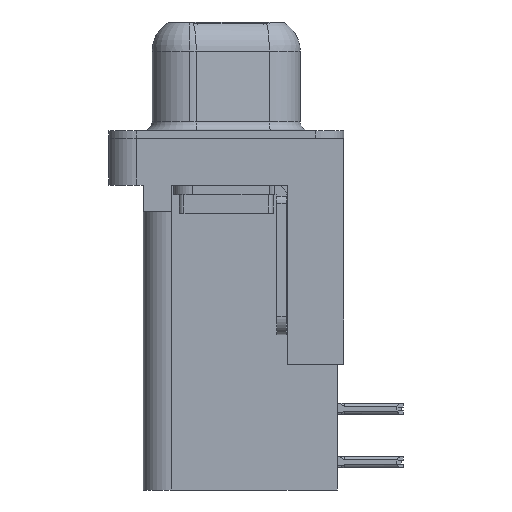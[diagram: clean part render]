
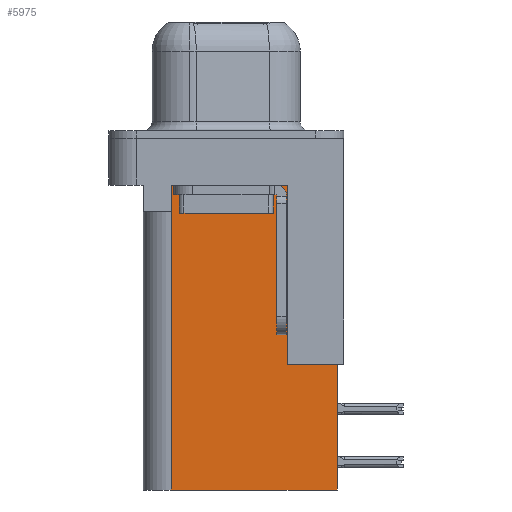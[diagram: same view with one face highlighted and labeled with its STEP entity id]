
A CAD part, left-side view. The second image highlights one B-rep face of the part: STEP entity #5975.
In plain terms, the highlighted planar face has unit normal (-1, 0, 0).
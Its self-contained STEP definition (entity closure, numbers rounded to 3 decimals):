
#106 = CARTESIAN_POINT ( 'NONE',  ( 3.79, -3.295, -12.05 ) ) ;
#258 = VERTEX_POINT ( 'NONE', #11351 ) ;
#889 = ORIENTED_EDGE ( 'NONE', *, *, #18660, .T. ) ;
#1607 = CARTESIAN_POINT ( 'NONE',  ( 3.79, -3.295, -18.76 ) ) ;
#1733 = ORIENTED_EDGE ( 'NONE', *, *, #21628, .F. ) ;
#2390 = CARTESIAN_POINT ( 'NONE',  ( 3.79, 2.895, -3.9 ) ) ;
#2548 = ORIENTED_EDGE ( 'NONE', *, *, #4868, .T. ) ;
#2549 = EDGE_CURVE ( 'NONE', #5253, #258, #11946, .T. ) ;
#3614 = VECTOR ( 'NONE', #3679, 1000. ) ;
#3679 = DIRECTION ( 'NONE',  ( 0., 1., 0. ) ) ;
#3722 = LINE ( 'NONE', #19123, #12902 ) ;
#3736 = EDGE_CURVE ( 'NONE', #10395, #5647, #24754, .T. ) ;
#3844 = LINE ( 'NONE', #9438, #3614 ) ;
#4130 = ORIENTED_EDGE ( 'NONE', *, *, #2549, .F. ) ;
#4868 = EDGE_CURVE ( 'NONE', #5647, #258, #23704, .T. ) ;
#5253 = VERTEX_POINT ( 'NONE', #16526 ) ;
#5387 = EDGE_CURVE ( 'NONE', #20563, #5253, #21168, .T. ) ;
#5647 = VERTEX_POINT ( 'NONE', #2390 ) ;
#5705 = CARTESIAN_POINT ( 'NONE',  ( 3.79, 2.925, -18.76 ) ) ;
#5975 = ADVANCED_FACE ( 'NONE', ( #18599 ), #15462, .F. ) ;
#6269 = ORIENTED_EDGE ( 'NONE', *, *, #22089, .T. ) ;
#6842 = CARTESIAN_POINT ( 'NONE',  ( 3.79, -5.925, -12.05 ) ) ;
#7414 = DIRECTION ( 'NONE',  ( 0., 0., -1. ) ) ;
#7592 = DIRECTION ( 'NONE',  ( 0., 0., 1. ) ) ;
#8685 = DIRECTION ( 'NONE',  ( 0., 1., 0. ) ) ;
#9438 = CARTESIAN_POINT ( 'NONE',  ( 3.79, -3.295, -2.5 ) ) ;
#10389 = VECTOR ( 'NONE', #20723, 1000. ) ;
#10395 = VERTEX_POINT ( 'NONE', #20973 ) ;
#10706 = DIRECTION ( 'NONE',  ( 0., 1., 0. ) ) ;
#11171 = ORIENTED_EDGE ( 'NONE', *, *, #5387, .F. ) ;
#11301 = CARTESIAN_POINT ( 'NONE',  ( 3.79, -3.295, -2.5 ) ) ;
#11351 = CARTESIAN_POINT ( 'NONE',  ( 3.79, 2.925, -3.9 ) ) ;
#11518 = DIRECTION ( 'NONE',  ( 1., 0., 0. ) ) ;
#11577 = EDGE_LOOP ( 'NONE', ( #889, #17857, #2548, #4130, #11171, #1733, #6269, #19581 ) ) ;
#11592 = EDGE_CURVE ( 'NONE', #21759, #16423, #23815, .T. ) ;
#11946 = LINE ( 'NONE', #5705, #10389 ) ;
#12902 = VECTOR ( 'NONE', #7414, 1000. ) ;
#13379 = DIRECTION ( 'NONE',  ( 0., 1., 0. ) ) ;
#13438 = CARTESIAN_POINT ( 'NONE',  ( 3.79, -3.295, -18.76 ) ) ;
#13469 = CARTESIAN_POINT ( 'NONE',  ( 3.79, -5.925, -18.76 ) ) ;
#14395 = DIRECTION ( 'NONE',  ( 0., 0., -1. ) ) ;
#14498 = CARTESIAN_POINT ( 'NONE',  ( 3.79, 2.895, -3.9 ) ) ;
#14563 = VERTEX_POINT ( 'NONE', #6842 ) ;
#14717 = CARTESIAN_POINT ( 'NONE',  ( 3.79, -6.295, -12.05 ) ) ;
#15462 = PLANE ( 'NONE',  #17815 ) ;
#15986 = LINE ( 'NONE', #14717, #21145 ) ;
#16423 = VERTEX_POINT ( 'NONE', #11301 ) ;
#16526 = CARTESIAN_POINT ( 'NONE',  ( 3.79, 2.925, -18.76 ) ) ;
#17815 = AXIS2_PLACEMENT_3D ( 'NONE', #13438, #11518, #25213 ) ;
#17857 = ORIENTED_EDGE ( 'NONE', *, *, #3736, .T. ) ;
#18599 = FACE_OUTER_BOUND ( 'NONE', #11577, .T. ) ;
#18660 = EDGE_CURVE ( 'NONE', #16423, #10395, #3844, .T. ) ;
#19123 = CARTESIAN_POINT ( 'NONE',  ( 3.79, -5.925, -2. ) ) ;
#19294 = CARTESIAN_POINT ( 'NONE',  ( 3.79, -3.295, -18.76 ) ) ;
#19581 = ORIENTED_EDGE ( 'NONE', *, *, #11592, .T. ) ;
#20563 = VERTEX_POINT ( 'NONE', #13469 ) ;
#20723 = DIRECTION ( 'NONE',  ( 0., 0., 1. ) ) ;
#20973 = CARTESIAN_POINT ( 'NONE',  ( 3.79, 2.895, -2.5 ) ) ;
#21028 = VECTOR ( 'NONE', #13379, 1000. ) ;
#21145 = VECTOR ( 'NONE', #10706, 1000. ) ;
#21168 = LINE ( 'NONE', #1607, #21028 ) ;
#21628 = EDGE_CURVE ( 'NONE', #14563, #20563, #3722, .T. ) ;
#21759 = VERTEX_POINT ( 'NONE', #106 ) ;
#22089 = EDGE_CURVE ( 'NONE', #14563, #21759, #15986, .T. ) ;
#23651 = VECTOR ( 'NONE', #8685, 1000. ) ;
#23704 = LINE ( 'NONE', #24359, #23651 ) ;
#23792 = VECTOR ( 'NONE', #7592, 1000. ) ;
#23815 = LINE ( 'NONE', #19294, #23792 ) ;
#24359 = CARTESIAN_POINT ( 'NONE',  ( 3.79, 0., -3.9 ) ) ;
#24450 = VECTOR ( 'NONE', #14395, 1000. ) ;
#24754 = LINE ( 'NONE', #14498, #24450 ) ;
#25213 = DIRECTION ( 'NONE',  ( 0., 1., 0. ) ) ;
